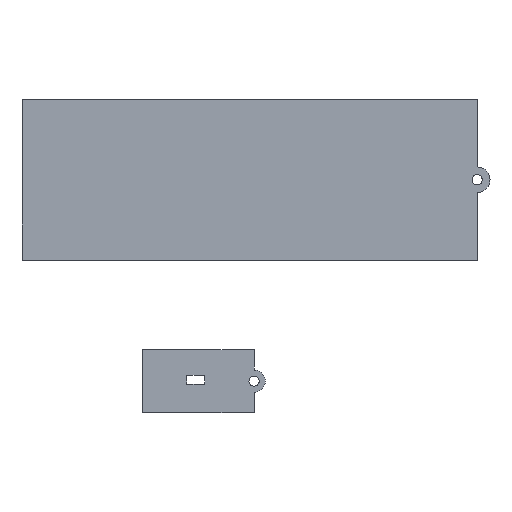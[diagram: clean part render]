
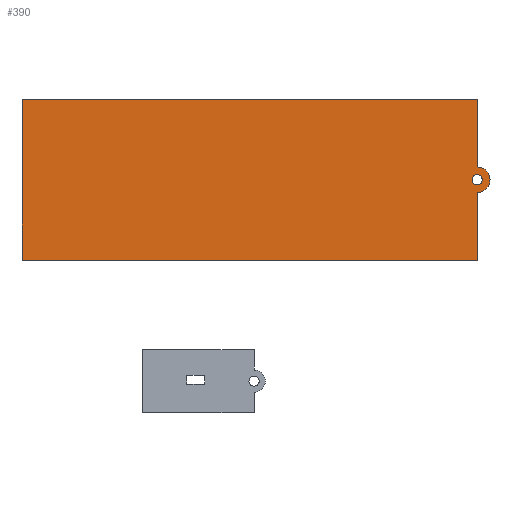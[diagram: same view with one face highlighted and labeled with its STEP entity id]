
A CAD part, top view. The second image highlights one B-rep face of the part: STEP entity #390.
In plain terms, the highlighted planar face has unit normal (0, 0, 1).
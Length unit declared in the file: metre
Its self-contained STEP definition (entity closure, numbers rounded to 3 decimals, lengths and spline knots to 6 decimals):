
#15=CIRCLE('',#434,0.00375);
#16=CIRCLE('',#440,0.0015);
#50=ORIENTED_EDGE('',*,*,#148,.F.);
#51=ORIENTED_EDGE('',*,*,#132,.T.);
#52=ORIENTED_EDGE('',*,*,#136,.T.);
#53=ORIENTED_EDGE('',*,*,#139,.T.);
#54=ORIENTED_EDGE('',*,*,#142,.T.);
#55=ORIENTED_EDGE('',*,*,#145,.F.);
#56=ORIENTED_EDGE('',*,*,#147,.F.);
#132=EDGE_CURVE('',#185,#184,#220,.T.);
#136=EDGE_CURVE('',#184,#187,#15,.T.);
#139=EDGE_CURVE('',#187,#189,#225,.T.);
#142=EDGE_CURVE('',#189,#191,#228,.T.);
#145=EDGE_CURVE('',#193,#191,#231,.T.);
#147=EDGE_CURVE('',#185,#193,#233,.T.);
#148=EDGE_CURVE('',#194,#194,#16,.T.);
#184=VERTEX_POINT('',#576);
#185=VERTEX_POINT('',#578);
#187=VERTEX_POINT('',#584);
#189=VERTEX_POINT('',#590);
#191=VERTEX_POINT('',#596);
#193=VERTEX_POINT('',#602);
#194=VERTEX_POINT('',#609);
#220=LINE('',#577,#264);
#225=LINE('',#591,#269);
#228=LINE('',#597,#272);
#231=LINE('',#603,#275);
#233=LINE('',#606,#277);
#264=VECTOR('',#468,1.);
#269=VECTOR('',#481,1.);
#272=VECTOR('',#486,1.);
#275=VECTOR('',#491,1.);
#277=VECTOR('',#495,1.);
#312=EDGE_LOOP('',(#50));
#313=EDGE_LOOP('',(#51,#52,#53,#54,#55,#56));
#342=FACE_BOUND('',#312,.T.);
#343=FACE_BOUND('',#313,.T.);
#371=PLANE('',#439);
#390=ADVANCED_FACE('',(#342,#343),#371,.T.);
#434=AXIS2_PLACEMENT_3D('',#585,#475,#476);
#439=AXIS2_PLACEMENT_3D('',#607,#496,#497);
#440=AXIS2_PLACEMENT_3D('',#608,#498,#499);
#468=DIRECTION('',(0.,1.,0.));
#475=DIRECTION('',(0.,0.,1.));
#476=DIRECTION('',(1.,0.,0.));
#481=DIRECTION('',(0.,1.,0.));
#486=DIRECTION('',(-1.,0.,0.));
#491=DIRECTION('',(0.,1.,0.));
#495=DIRECTION('',(-1.,0.,0.));
#496=DIRECTION('',(0.,0.,1.));
#497=DIRECTION('',(1.,0.,0.));
#498=DIRECTION('',(0.,0.,1.));
#499=DIRECTION('',(1.,0.,0.));
#576=CARTESIAN_POINT('',(0.0665,0.023456,0.0025));
#577=CARTESIAN_POINT('',(0.0665,0.013581,0.0025));
#578=CARTESIAN_POINT('',(0.0665,0.003706,0.0025));
#584=CARTESIAN_POINT('',(0.0665,0.030956,0.0025));
#585=CARTESIAN_POINT('',(0.0665,0.027206,0.0025));
#590=CARTESIAN_POINT('',(0.0665,0.050706,0.0025));
#591=CARTESIAN_POINT('',(0.0665,0.040831,0.0025));
#596=CARTESIAN_POINT('',(-0.0665,0.050706,0.0025));
#597=CARTESIAN_POINT('',(0.,0.050706,0.0025));
#602=CARTESIAN_POINT('',(-0.0665,0.003706,0.0025));
#603=CARTESIAN_POINT('',(-0.0665,0.027206,0.0025));
#606=CARTESIAN_POINT('',(0.,0.003706,0.0025));
#607=CARTESIAN_POINT('',(0.001875,0.027206,0.0025));
#608=CARTESIAN_POINT('',(0.0665,0.027206,0.0025));
#609=CARTESIAN_POINT('',(0.068,0.027206,0.0025));
